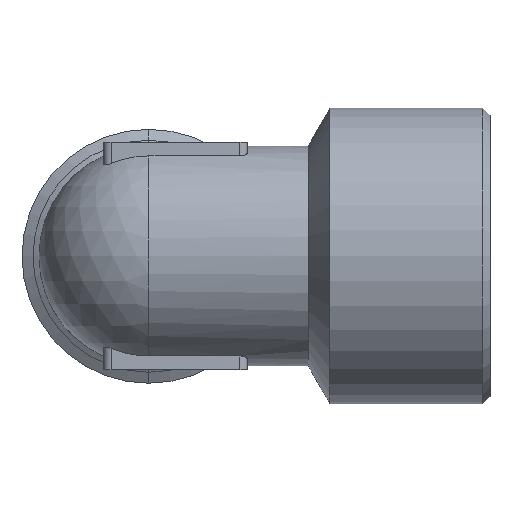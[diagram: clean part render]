
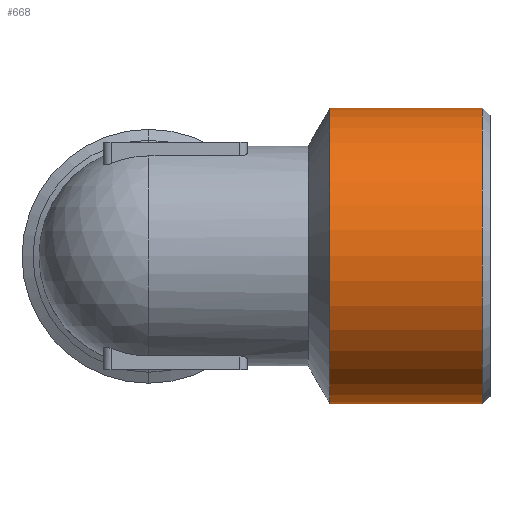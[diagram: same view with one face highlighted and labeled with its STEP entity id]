
A CAD part, top view. The second image highlights one B-rep face of the part: STEP entity #668.
In plain terms, the highlighted cylindrical face has radius 19.5 mm (diameter 39 mm), a partial arc.
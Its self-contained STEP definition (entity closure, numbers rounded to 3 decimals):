
#130=FACE_OUTER_BOUND('',#208,.F.);
#208=EDGE_LOOP('',(#345,#346,#347,#348));
#345=ORIENTED_EDGE('',*,*,#1182,.T.);
#346=ORIENTED_EDGE('',*,*,#1212,.F.);
#347=ORIENTED_EDGE('',*,*,#1184,.F.);
#348=ORIENTED_EDGE('',*,*,#1211,.F.);
#668=ADVANCED_FACE('',(#130),#731,.T.);
#731=CYLINDRICAL_SURFACE('',#1497,19.5);
#856=LINE('',#2493,#944);
#857=LINE('',#2494,#945);
#944=VECTOR('',#1835,20.113);
#945=VECTOR('',#1836,20.113);
#1022=CIRCLE('',#1484,19.5);
#1024=CIRCLE('',#1486,19.5);
#1182=EDGE_CURVE('',#1245,#1244,#1022,.T.);
#1184=EDGE_CURVE('',#1243,#1242,#1024,.T.);
#1211=EDGE_CURVE('',#1245,#1243,#856,.T.);
#1212=EDGE_CURVE('',#1242,#1244,#857,.T.);
#1242=VERTEX_POINT('',#2047);
#1243=VERTEX_POINT('',#2048);
#1244=VERTEX_POINT('',#2049);
#1245=VERTEX_POINT('',#2050);
#1484=AXIS2_PLACEMENT_3D('',#2464,#1797,#1798);
#1486=AXIS2_PLACEMENT_3D('',#2466,#1801,#1802);
#1497=AXIS2_PLACEMENT_3D('',#2507,#1853,#1854);
#1797=DIRECTION('',(1.,0.,0.));
#1798=DIRECTION('',(0.,1.,0.));
#1801=DIRECTION('',(1.,0.,0.));
#1802=DIRECTION('',(0.,1.,0.));
#1835=DIRECTION('',(-1.,0.,0.));
#1836=DIRECTION('',(1.,0.,0.));
#1853=DIRECTION('',(1.,0.,0.));
#1854=DIRECTION('',(0.,0.996,-0.087));
#2047=CARTESIAN_POINT('',(153.377,-19.5,75.638));
#2048=CARTESIAN_POINT('',(153.377,19.5,75.638));
#2049=CARTESIAN_POINT('',(173.49,-19.5,75.638));
#2050=CARTESIAN_POINT('',(173.49,19.5,75.638));
#2464=CARTESIAN_POINT('',(173.49,0.,75.638));
#2466=CARTESIAN_POINT('',(153.377,0.,75.638));
#2493=CARTESIAN_POINT('',(173.49,19.5,75.638));
#2494=CARTESIAN_POINT('',(153.377,-19.5,75.638));
#2507=CARTESIAN_POINT('',(174.496,0.,75.638));
